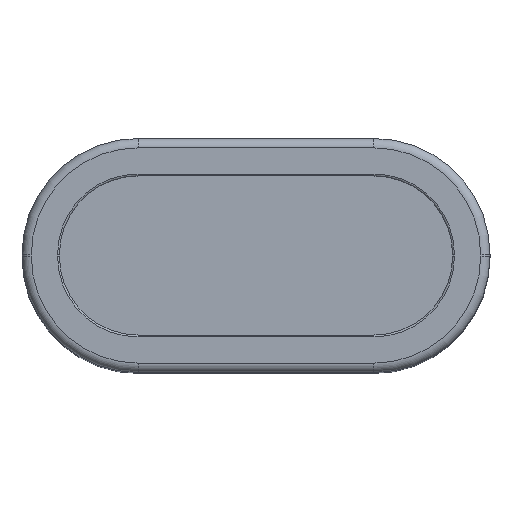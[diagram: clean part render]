
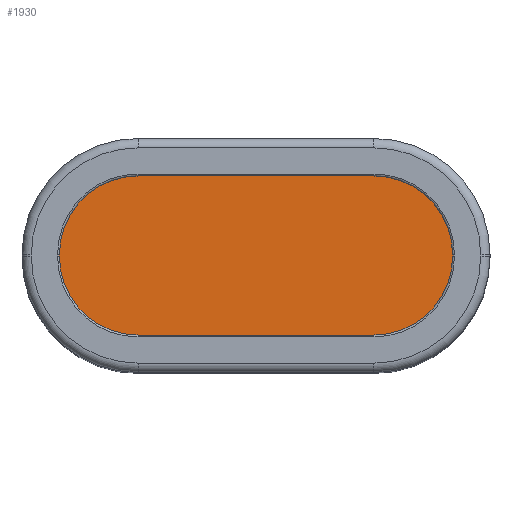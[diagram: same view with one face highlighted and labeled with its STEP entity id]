
A CAD part, top view. The second image highlights one B-rep face of the part: STEP entity #1930.
In plain terms, the highlighted planar face has unit normal (0, 0, 1).
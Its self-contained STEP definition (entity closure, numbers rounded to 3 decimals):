
#162=LINE('',#2978,#238);
#163=LINE('',#2982,#239);
#164=LINE('',#2986,#240);
#165=LINE('',#2990,#241);
#238=VECTOR('',#2580,1000.);
#239=VECTOR('',#2583,1000.);
#240=VECTOR('',#2586,1000.);
#241=VECTOR('',#2589,1000.);
#578=ORIENTED_EDGE('',*,*,#790,.F.);
#579=ORIENTED_EDGE('',*,*,#791,.F.);
#580=ORIENTED_EDGE('',*,*,#792,.F.);
#581=ORIENTED_EDGE('',*,*,#793,.F.);
#582=ORIENTED_EDGE('',*,*,#794,.F.);
#583=ORIENTED_EDGE('',*,*,#795,.F.);
#584=ORIENTED_EDGE('',*,*,#796,.F.);
#585=ORIENTED_EDGE('',*,*,#797,.F.);
#790=EDGE_CURVE('',#906,#907,#1014,.T.);
#791=EDGE_CURVE('',#908,#906,#162,.T.);
#792=EDGE_CURVE('',#909,#908,#1015,.T.);
#793=EDGE_CURVE('',#910,#909,#163,.T.);
#794=EDGE_CURVE('',#911,#910,#1016,.T.);
#795=EDGE_CURVE('',#912,#911,#164,.T.);
#796=EDGE_CURVE('',#913,#912,#1017,.T.);
#797=EDGE_CURVE('',#907,#913,#165,.T.);
#906=VERTEX_POINT('',#2976);
#907=VERTEX_POINT('',#2977);
#908=VERTEX_POINT('',#2979);
#909=VERTEX_POINT('',#2981);
#910=VERTEX_POINT('',#2983);
#911=VERTEX_POINT('',#2985);
#912=VERTEX_POINT('',#2987);
#913=VERTEX_POINT('',#2989);
#1014=CIRCLE('',#2124,4.2);
#1015=CIRCLE('',#2125,4.2);
#1016=CIRCLE('',#2126,4.2);
#1017=CIRCLE('',#2127,4.2);
#1111=EDGE_LOOP('',(#578,#579,#580,#581,#582,#583,#584,#585));
#1205=FACE_BOUND('',#1111,.T.);
#1231=PLANE('',#2123);
#1930=ADVANCED_FACE('',(#1205),#1231,.F.);
#2123=AXIS2_PLACEMENT_3D('',#2974,#2576,#2577);
#2124=AXIS2_PLACEMENT_3D('',#2975,#2578,#2579);
#2125=AXIS2_PLACEMENT_3D('',#2980,#2581,#2582);
#2126=AXIS2_PLACEMENT_3D('',#2984,#2584,#2585);
#2127=AXIS2_PLACEMENT_3D('',#2988,#2587,#2588);
#2576=DIRECTION('',(0.,0.,-1.));
#2577=DIRECTION('',(-1.,0.,0.));
#2578=DIRECTION('',(0.,0.,-1.));
#2579=DIRECTION('',(1.,0.,0.));
#2580=DIRECTION('',(-1.,0.,0.));
#2581=DIRECTION('',(0.,0.,-1.));
#2582=DIRECTION('',(1.,0.,0.));
#2583=DIRECTION('',(0.,-1.,0.));
#2584=DIRECTION('',(0.,0.,-1.));
#2585=DIRECTION('',(-1.,0.,0.));
#2586=DIRECTION('',(1.,0.,0.));
#2587=DIRECTION('',(0.,0.,-1.));
#2588=DIRECTION('',(1.,0.,0.));
#2589=DIRECTION('',(0.,1.,0.));
#2974=CARTESIAN_POINT('',(-6.3,-0.05,31.9));
#2975=CARTESIAN_POINT('',(-6.3,-0.05,31.9));
#2976=CARTESIAN_POINT('',(-6.3,-4.25,31.9));
#2977=CARTESIAN_POINT('',(-10.5,-0.05,31.9));
#2978=CARTESIAN_POINT('',(6.3,-4.25,31.9));
#2979=CARTESIAN_POINT('',(6.3,-4.25,31.9));
#2980=CARTESIAN_POINT('',(6.3,-0.05,31.9));
#2981=CARTESIAN_POINT('',(10.5,-0.05,31.9));
#2982=CARTESIAN_POINT('',(10.5,0.05,31.9));
#2983=CARTESIAN_POINT('',(10.5,0.05,31.9));
#2984=CARTESIAN_POINT('',(6.3,0.05,31.9));
#2985=CARTESIAN_POINT('',(6.3,4.25,31.9));
#2986=CARTESIAN_POINT('',(-6.3,4.25,31.9));
#2987=CARTESIAN_POINT('',(-6.3,4.25,31.9));
#2988=CARTESIAN_POINT('',(-6.3,0.05,31.9));
#2989=CARTESIAN_POINT('',(-10.5,0.05,31.9));
#2990=CARTESIAN_POINT('',(-10.5,-0.05,31.9));
